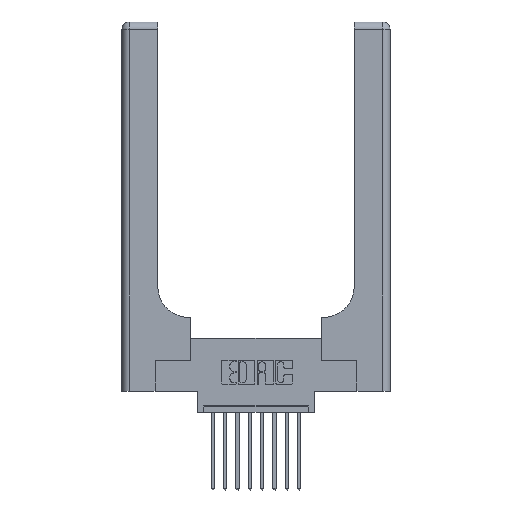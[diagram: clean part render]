
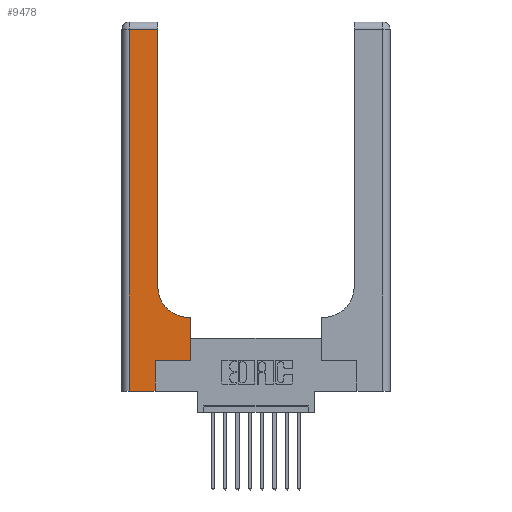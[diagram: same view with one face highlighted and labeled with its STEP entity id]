
A CAD part, top view. The second image highlights one B-rep face of the part: STEP entity #9478.
In plain terms, the highlighted planar face has unit normal (0, 0, 1).
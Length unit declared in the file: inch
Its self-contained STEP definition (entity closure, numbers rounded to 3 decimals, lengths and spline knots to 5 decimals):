
#212 = VECTOR ( 'NONE', #10394, 39.37008 ) ;
#759 = DIRECTION ( 'NONE',  ( 0., 0., -1. ) ) ;
#851 = VERTEX_POINT ( 'NONE', #6676 ) ;
#938 = VECTOR ( 'NONE', #1074, 39.37008 ) ;
#1074 = DIRECTION ( 'NONE',  ( 0., 1., 0. ) ) ;
#1078 = LINE ( 'NONE', #15040, #6284 ) ;
#1357 = VECTOR ( 'NONE', #12023, 39.37008 ) ;
#1671 = DIRECTION ( 'NONE',  ( 0., 1., 0. ) ) ;
#2114 = ORIENTED_EDGE ( 'NONE', *, *, #12025, .T. ) ;
#2128 = ORIENTED_EDGE ( 'NONE', *, *, #6343, .T. ) ;
#2358 = LINE ( 'NONE', #4181, #10822 ) ;
#2641 = CARTESIAN_POINT ( 'NONE',  ( 0.2915, 0.85, 0.37 ) ) ;
#3244 = ORIENTED_EDGE ( 'NONE', *, *, #5743, .T. ) ;
#4181 = CARTESIAN_POINT ( 'NONE',  ( 0., 2.94, 0.37 ) ) ;
#4220 = CARTESIAN_POINT ( 'NONE',  ( 0.06, 2.94, 0.37 ) ) ;
#4271 = CARTESIAN_POINT ( 'NONE',  ( 0.269, 0., 0.37 ) ) ;
#4383 = CARTESIAN_POINT ( 'NONE',  ( 0.2915, 2.94, 0.37 ) ) ;
#4591 = ORIENTED_EDGE ( 'NONE', *, *, #9663, .T. ) ;
#4676 = LINE ( 'NONE', #15732, #1357 ) ;
#4788 = FACE_OUTER_BOUND ( 'NONE', #15245, .T. ) ;
#5221 = EDGE_CURVE ( 'NONE', #8317, #10500, #6142, .T. ) ;
#5261 = VERTEX_POINT ( 'NONE', #8353 ) ;
#5348 = DIRECTION ( 'NONE',  ( 0., 1., 0. ) ) ;
#5412 = CARTESIAN_POINT ( 'NONE',  ( 0., 3., 0.37 ) ) ;
#5419 = CARTESIAN_POINT ( 'NONE',  ( 0.2915, 0.6, 0.37 ) ) ;
#5466 = CIRCLE ( 'NONE', #15385, 0.25 ) ;
#5494 = CARTESIAN_POINT ( 'NONE',  ( 0.5585, 0.6, 0.37 ) ) ;
#5743 = EDGE_CURVE ( 'NONE', #13932, #12143, #7903, .T. ) ;
#5978 = LINE ( 'NONE', #5419, #10971 ) ;
#6142 = LINE ( 'NONE', #12865, #8994 ) ;
#6284 = VECTOR ( 'NONE', #10120, 39.37008 ) ;
#6343 = EDGE_CURVE ( 'NONE', #12143, #14494, #4676, .T. ) ;
#6441 = EDGE_CURVE ( 'NONE', #12215, #13932, #2358, .T. ) ;
#6616 = CARTESIAN_POINT ( 'NONE',  ( 0.269, 0., 0.37 ) ) ;
#6676 = CARTESIAN_POINT ( 'NONE',  ( 0.5415, 0.6, 0.37 ) ) ;
#7079 = VERTEX_POINT ( 'NONE', #2641 ) ;
#7481 = EDGE_CURVE ( 'NONE', #10500, #851, #5978, .T. ) ;
#7861 = DIRECTION ( 'NONE',  ( -1., 0., 0. ) ) ;
#7903 = LINE ( 'NONE', #15257, #212 ) ;
#8046 = LINE ( 'NONE', #6616, #15782 ) ;
#8317 = VERTEX_POINT ( 'NONE', #13642 ) ;
#8353 = CARTESIAN_POINT ( 'NONE',  ( 0.269, 0.25, 0.37 ) ) ;
#8380 = EDGE_CURVE ( 'NONE', #7079, #12215, #12483, .T. ) ;
#8994 = VECTOR ( 'NONE', #5348, 39.37008 ) ;
#9452 = DIRECTION ( 'NONE',  ( 1., 0., 0. ) ) ;
#9478 = ADVANCED_FACE ( 'NONE', ( #4788 ), #10242, .F. ) ;
#9663 = EDGE_CURVE ( 'NONE', #5261, #8317, #1078, .T. ) ;
#9862 = ORIENTED_EDGE ( 'NONE', *, *, #6441, .T. ) ;
#10120 = DIRECTION ( 'NONE',  ( 1., 0., 0. ) ) ;
#10242 = PLANE ( 'NONE',  #15456 ) ;
#10306 = DIRECTION ( 'NONE',  ( -1., 0., 0. ) ) ;
#10394 = DIRECTION ( 'NONE',  ( 0., -1., 0. ) ) ;
#10433 = ORIENTED_EDGE ( 'NONE', *, *, #5221, .T. ) ;
#10500 = VERTEX_POINT ( 'NONE', #5494 ) ;
#10822 = VECTOR ( 'NONE', #11777, 39.37008 ) ;
#10971 = VECTOR ( 'NONE', #7861, 39.37008 ) ;
#11718 = CARTESIAN_POINT ( 'NONE',  ( 0.06, 0., 0.37 ) ) ;
#11777 = DIRECTION ( 'NONE',  ( -1., 0., 0. ) ) ;
#11791 = CARTESIAN_POINT ( 'NONE',  ( 0.5415, 0.85, 0.37 ) ) ;
#12023 = DIRECTION ( 'NONE',  ( 1., 0., 0. ) ) ;
#12025 = EDGE_CURVE ( 'NONE', #14494, #5261, #8046, .T. ) ;
#12143 = VERTEX_POINT ( 'NONE', #11718 ) ;
#12215 = VERTEX_POINT ( 'NONE', #4383 ) ;
#12483 = LINE ( 'NONE', #12525, #938 ) ;
#12525 = CARTESIAN_POINT ( 'NONE',  ( 0.2915, 3., 0.37 ) ) ;
#12865 = CARTESIAN_POINT ( 'NONE',  ( 0.5585, 0.25, 0.37 ) ) ;
#13010 = ORIENTED_EDGE ( 'NONE', *, *, #13540, .T. ) ;
#13330 = ORIENTED_EDGE ( 'NONE', *, *, #7481, .T. ) ;
#13540 = EDGE_CURVE ( 'NONE', #851, #7079, #5466, .T. ) ;
#13642 = CARTESIAN_POINT ( 'NONE',  ( 0.5585, 0.25, 0.37 ) ) ;
#13932 = VERTEX_POINT ( 'NONE', #4220 ) ;
#14494 = VERTEX_POINT ( 'NONE', #4271 ) ;
#14831 = ORIENTED_EDGE ( 'NONE', *, *, #8380, .T. ) ;
#15040 = CARTESIAN_POINT ( 'NONE',  ( 0.269, 0.25, 0.37 ) ) ;
#15245 = EDGE_LOOP ( 'NONE', ( #14831, #9862, #3244, #2128, #2114, #4591, #10433, #13330, #13010 ) ) ;
#15257 = CARTESIAN_POINT ( 'NONE',  ( 0.06, 3., 0.37 ) ) ;
#15328 = DIRECTION ( 'NONE',  ( 0., 0., -1. ) ) ;
#15385 = AXIS2_PLACEMENT_3D ( 'NONE', #11791, #759, #9452 ) ;
#15456 = AXIS2_PLACEMENT_3D ( 'NONE', #5412, #15328, #10306 ) ;
#15732 = CARTESIAN_POINT ( 'NONE',  ( 0., 0., 0.37 ) ) ;
#15782 = VECTOR ( 'NONE', #1671, 39.37008 ) ;
